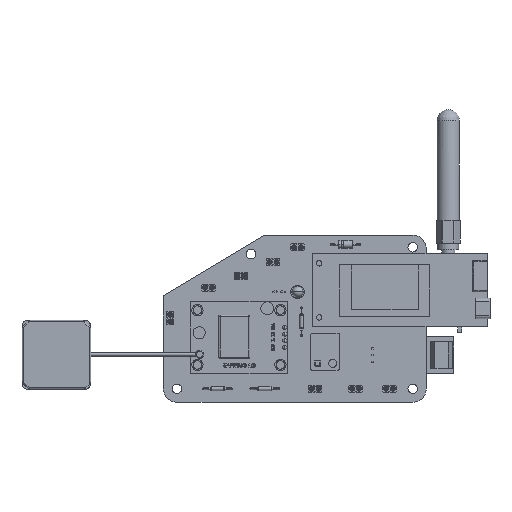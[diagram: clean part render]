
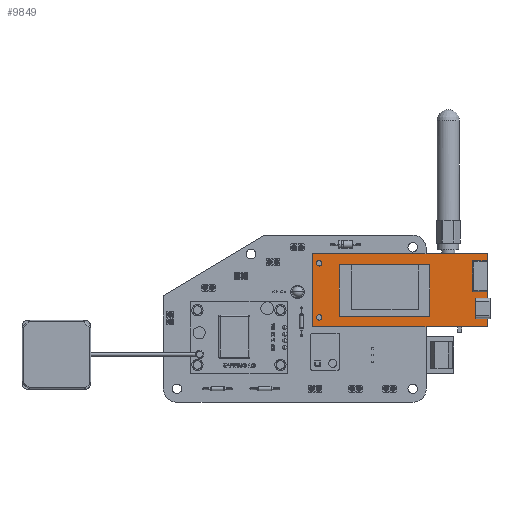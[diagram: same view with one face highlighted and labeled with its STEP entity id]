
A CAD part, top view. The second image highlights one B-rep face of the part: STEP entity #9849.
In plain terms, the highlighted face is planar.
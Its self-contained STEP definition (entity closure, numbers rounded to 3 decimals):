
#9075 = VERTEX_POINT('',#9076);
#9076 = CARTESIAN_POINT('',(-29.95,1.,9.05));
#9094 = VERTEX_POINT('',#9095);
#9095 = CARTESIAN_POINT('',(-29.95,1.,11.05));
#9101 = EDGE_CURVE('',#9075,#9094,#9102,.T.);
#9102 = CIRCLE('',#9103,1.);
#9103 = AXIS2_PLACEMENT_3D('',#9104,#9105,#9106);
#9104 = CARTESIAN_POINT('',(-29.95,1.,10.05));
#9105 = DIRECTION('',(0.,1.,0.));
#9106 = DIRECTION('',(0.,0.,1.));
#9117 = VERTEX_POINT('',#9118);
#9118 = CARTESIAN_POINT('',(-29.95,1.,-11.05));
#9136 = VERTEX_POINT('',#9137);
#9137 = CARTESIAN_POINT('',(-29.95,1.,-9.05));
#9143 = EDGE_CURVE('',#9117,#9136,#9144,.T.);
#9144 = CIRCLE('',#9145,1.);
#9145 = AXIS2_PLACEMENT_3D('',#9146,#9147,#9148);
#9146 = CARTESIAN_POINT('',(-29.95,1.,-10.05));
#9147 = DIRECTION('',(0.,1.,0.));
#9148 = DIRECTION('',(0.,0.,1.));
#9790 = VERTEX_POINT('',#9791);
#9791 = CARTESIAN_POINT('',(32.45,1.,13.55));
#9797 = EDGE_CURVE('',#9798,#9790,#9800,.T.);
#9798 = VERTEX_POINT('',#9799);
#9799 = CARTESIAN_POINT('',(-32.45,1.,13.55));
#9800 = LINE('',#9801,#9802);
#9801 = CARTESIAN_POINT('',(-32.45,1.,13.55));
#9802 = VECTOR('',#9803,1.);
#9803 = DIRECTION('',(1.,0.,0.));
#9849 = ADVANCED_FACE('',(#9850,#9860,#9885),#9895,.T.);
#9850 = FACE_BOUND('',#9851,.T.);
#9851 = EDGE_LOOP('',(#9852,#9853));
#9852 = ORIENTED_EDGE('',*,*,#9143,.F.);
#9853 = ORIENTED_EDGE('',*,*,#9854,.F.);
#9854 = EDGE_CURVE('',#9136,#9117,#9855,.T.);
#9855 = CIRCLE('',#9856,1.);
#9856 = AXIS2_PLACEMENT_3D('',#9857,#9858,#9859);
#9857 = CARTESIAN_POINT('',(-29.95,1.,-10.05));
#9858 = DIRECTION('',(0.,1.,0.));
#9859 = DIRECTION('',(0.,0.,1.));
#9860 = FACE_BOUND('',#9861,.T.);
#9861 = EDGE_LOOP('',(#9862,#9870,#9878,#9884));
#9862 = ORIENTED_EDGE('',*,*,#9863,.T.);
#9863 = EDGE_CURVE('',#9790,#9864,#9866,.T.);
#9864 = VERTEX_POINT('',#9865);
#9865 = CARTESIAN_POINT('',(32.45,1.,-13.55));
#9866 = LINE('',#9867,#9868);
#9867 = CARTESIAN_POINT('',(32.45,1.,-13.55));
#9868 = VECTOR('',#9869,1.);
#9869 = DIRECTION('',(0.,0.,-1.));
#9870 = ORIENTED_EDGE('',*,*,#9871,.T.);
#9871 = EDGE_CURVE('',#9864,#9872,#9874,.T.);
#9872 = VERTEX_POINT('',#9873);
#9873 = CARTESIAN_POINT('',(-32.45,1.,-13.55));
#9874 = LINE('',#9875,#9876);
#9875 = CARTESIAN_POINT('',(-32.45,1.,-13.55));
#9876 = VECTOR('',#9877,1.);
#9877 = DIRECTION('',(-1.,0.,0.));
#9878 = ORIENTED_EDGE('',*,*,#9879,.T.);
#9879 = EDGE_CURVE('',#9872,#9798,#9880,.T.);
#9880 = LINE('',#9881,#9882);
#9881 = CARTESIAN_POINT('',(-32.45,1.,-13.55));
#9882 = VECTOR('',#9883,1.);
#9883 = DIRECTION('',(0.,0.,1.));
#9884 = ORIENTED_EDGE('',*,*,#9797,.T.);
#9885 = FACE_BOUND('',#9886,.T.);
#9886 = EDGE_LOOP('',(#9887,#9888));
#9887 = ORIENTED_EDGE('',*,*,#9101,.F.);
#9888 = ORIENTED_EDGE('',*,*,#9889,.F.);
#9889 = EDGE_CURVE('',#9094,#9075,#9890,.T.);
#9890 = CIRCLE('',#9891,1.);
#9891 = AXIS2_PLACEMENT_3D('',#9892,#9893,#9894);
#9892 = CARTESIAN_POINT('',(-29.95,1.,10.05));
#9893 = DIRECTION('',(0.,1.,0.));
#9894 = DIRECTION('',(0.,0.,1.));
#9895 = PLANE('',#9896);
#9896 = AXIS2_PLACEMENT_3D('',#9897,#9898,#9899);
#9897 = CARTESIAN_POINT('',(0.,1.,0.));
#9898 = DIRECTION('',(0.,1.,0.));
#9899 = DIRECTION('',(0.,0.,1.));
